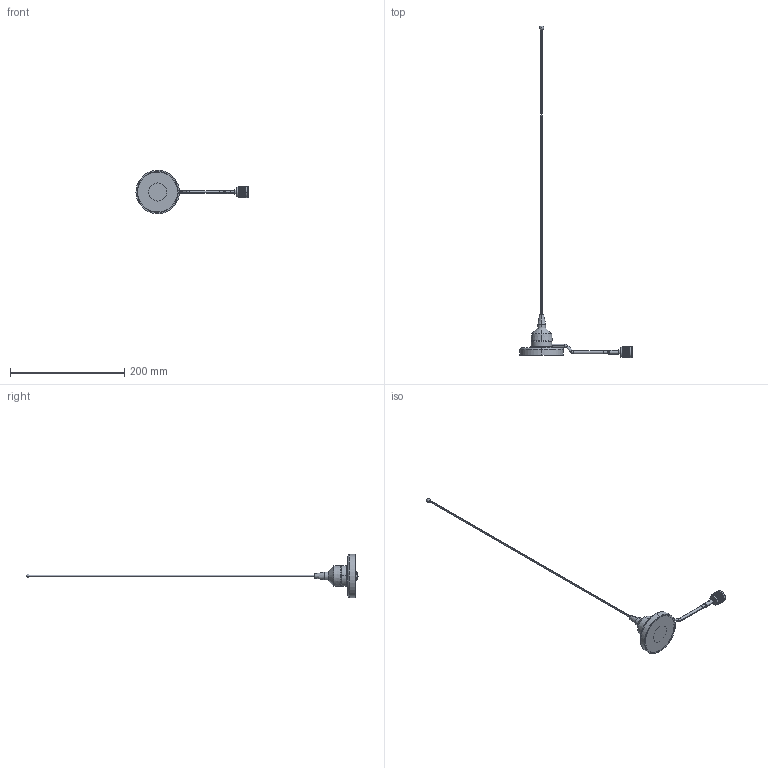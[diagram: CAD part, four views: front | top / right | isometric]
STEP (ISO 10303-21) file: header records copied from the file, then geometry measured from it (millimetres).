
FILE_DESCRIPTION (( 'STEP AP214' ), '1' );
FILE_NAME ('FMANMOB1004-NM_3D.step', '2023-03-15T17:29:13', ( '' ), ( '' ), 'SwSTEP 2.0', 'SolidWorks 2022', '' );
FILE_SCHEMA (( 'AUTOMOTIVE_DESIGN' ));
Length unit declared in the file: inch
Products named in the file (6): FMMA1-NMA10; 1082 230124; Copy of NM 230124^FMMA1-NMA10_CRIMPED; Copy of NMO Base w Cable^FMMA1-NMA10; FMANMOB1004-NM_3D; Copy of HeatShrink-195-3_230124^FMMA1-NMA10
Assembly tree (5 placements, depth 3):
  FMANMOB1004-NM_3D
    FMMA1-NMA10
      Copy of NMO Base w Cable^FMMA1-NMA10
      Copy of HeatShrink-195-3_230124^FMMA1-NMA10
      Copy of NM 230124^FMMA1-NMA10_CRIMPED
    1082 230124
Bounding box: 196.27 x 581.4 x 76 mm (x, y, z)
Volume: 88058.7 mm3; surface area: 55772.5 mm2
Topology: 10 solids, 10 shells, 2562 faces, 5558 edges, 3028 vertices
Faces by surface type: bspline 1804, cylinder 622, plane 77, cone 39, torus 18, sphere 2
Entity records: 101046 total; most frequent: CARTESIAN_POINT 63693, ORIENTED_EDGE 11098, EDGE_CURVE 5549, VERTEX_POINT 3025, DIRECTION 2827, EDGE_LOOP 2598, FACE_OUTER_BOUND 2562, ADVANCED_FACE 2562
